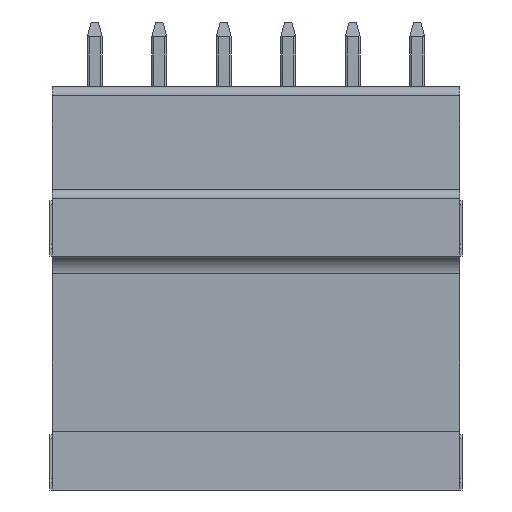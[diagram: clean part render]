
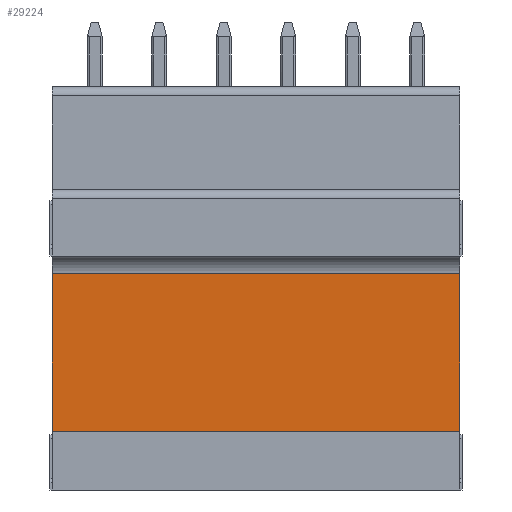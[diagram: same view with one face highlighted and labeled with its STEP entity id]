
A CAD part, front view. The second image highlights one B-rep face of the part: STEP entity #29224.
In plain terms, the highlighted planar face has unit normal (0, -1, -0.026).
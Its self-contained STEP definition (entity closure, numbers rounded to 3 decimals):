
#9950=DIRECTION('',(-1.,0.,0.));
#9951=VECTOR('',#9950,22.1);
#9952=CARTESIAN_POINT('',(-0.15,4.2,-9.5));
#9953=LINE('',#9952,#9951);
#9958=DIRECTION('',(0.,0.026,-1.));
#9959=VECTOR('',#9958,8.529);
#9960=CARTESIAN_POINT('',(-22.25,3.98,-0.974));
#9961=LINE('',#9960,#9959);
#9962=DIRECTION('',(-1.,0.,0.));
#9963=VECTOR('',#9962,22.1);
#9964=CARTESIAN_POINT('',(-0.15,3.98,-0.974));
#9965=LINE('',#9964,#9963);
#9966=DIRECTION('',(0.,0.026,-1.));
#9967=VECTOR('',#9966,8.529);
#9968=CARTESIAN_POINT('',(-0.15,3.98,-0.974));
#9969=LINE('',#9968,#9967);
#15664=CARTESIAN_POINT('',(-0.15,3.98,-0.974));
#15665=VERTEX_POINT('',#15664);
#15666=CARTESIAN_POINT('',(-0.15,4.2,-9.5));
#15667=VERTEX_POINT('',#15666);
#15784=CARTESIAN_POINT('',(-22.25,3.98,-0.974));
#15785=VERTEX_POINT('',#15784);
#15786=CARTESIAN_POINT('',(-22.25,4.2,-9.5));
#15787=VERTEX_POINT('',#15786);
#29211=CARTESIAN_POINT('',(0.,3.98,-0.974));
#29212=DIRECTION('',(0.,-1.,-0.026));
#29213=DIRECTION('',(0.,0.026,-1.));
#29214=AXIS2_PLACEMENT_3D('',#29211,#29212,#29213);
#29215=PLANE('',#29214);
#29216=ORIENTED_EDGE('',*,*,#22289,.F.);
#29218=ORIENTED_EDGE('',*,*,#29217,.F.);
#29220=ORIENTED_EDGE('',*,*,#29219,.T.);
#29221=ORIENTED_EDGE('',*,*,#29203,.T.);
#29222=EDGE_LOOP('',(#29216,#29218,#29220,#29221));
#29223=FACE_OUTER_BOUND('',#29222,.F.);
#29224=ADVANCED_FACE('',(#29223),#29215,.T.);
#22289=EDGE_CURVE('',#15785,#15787,#9961,.T.);
#29203=EDGE_CURVE('',#15667,#15787,#9953,.T.);
#29217=EDGE_CURVE('',#15665,#15785,#9965,.T.);
#29219=EDGE_CURVE('',#15665,#15667,#9969,.T.);
